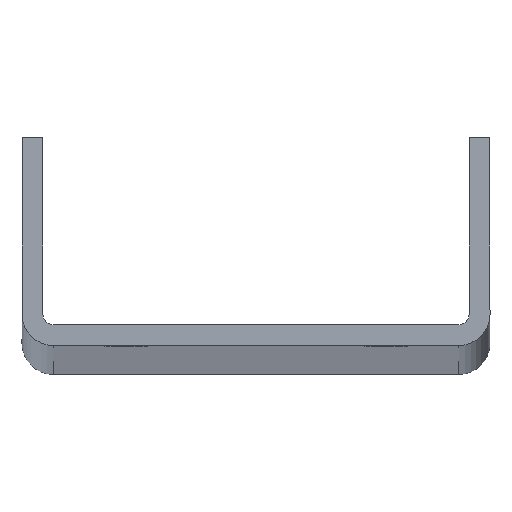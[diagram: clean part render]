
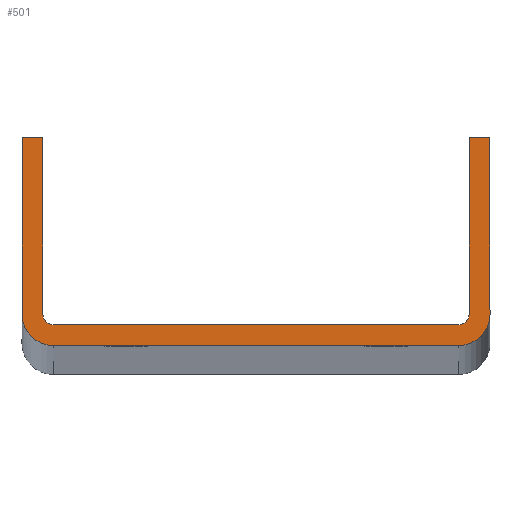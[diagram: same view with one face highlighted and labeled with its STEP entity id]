
A CAD part, top view. The second image highlights one B-rep face of the part: STEP entity #501.
In plain terms, the highlighted planar face has unit normal (0, 0, 1).
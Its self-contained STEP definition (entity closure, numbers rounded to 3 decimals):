
#104=ELLIPSE('',#532,1.,1.);
#107=ELLIPSE('',#542,1.,1.);
#109=VECTOR('',#600,1.);
#112=VECTOR('',#604,1.);
#117=VECTOR('',#610,1.);
#123=VECTOR('',#629,1.);
#126=VECTOR('',#633,1.);
#128=VECTOR('',#636,1.);
#134=VECTOR('',#656,1.);
#135=VECTOR('',#657,1.);
#137=LINE('',#704,#109);
#140=LINE('',#710,#112);
#145=LINE('',#720,#117);
#151=LINE('',#741,#123);
#154=LINE('',#747,#126);
#156=LINE('',#752,#128);
#162=LINE('',#770,#134);
#163=LINE('',#771,#135);
#171=PLANE('',#547);
#190=VERTEX_POINT('',#702);
#192=VERTEX_POINT('',#705);
#194=VERTEX_POINT('',#711);
#197=VERTEX_POINT('',#718);
#198=VERTEX_POINT('',#723);
#201=VERTEX_POINT('',#730);
#203=VERTEX_POINT('',#736);
#205=VERTEX_POINT('',#740);
#207=VERTEX_POINT('',#746);
#208=VERTEX_POINT('',#750);
#211=VERTEX_POINT('',#758);
#212=VERTEX_POINT('',#762);
#230=CIRCLE('',#535,3.);
#233=CIRCLE('',#545,3.);
#251=EDGE_CURVE('',#192,#190,#137,.T.);
#254=EDGE_CURVE('',#194,#192,#140,.T.);
#259=EDGE_CURVE('',#197,#194,#145,.T.);
#260=EDGE_CURVE('',#198,#197,#104,.T.);
#264=EDGE_CURVE('',#201,#190,#230,.T.);
#269=EDGE_CURVE('',#203,#205,#151,.T.);
#272=EDGE_CURVE('',#207,#205,#154,.T.);
#274=EDGE_CURVE('',#207,#208,#156,.T.);
#278=EDGE_CURVE('',#208,#211,#107,.T.);
#281=EDGE_CURVE('',#212,#203,#233,.T.);
#284=EDGE_CURVE('',#211,#198,#162,.T.);
#285=EDGE_CURVE('',#201,#212,#163,.T.);
#354=ORIENTED_EDGE('',*,*,#284,.T.);
#355=ORIENTED_EDGE('',*,*,#260,.T.);
#356=ORIENTED_EDGE('',*,*,#259,.T.);
#357=ORIENTED_EDGE('',*,*,#254,.T.);
#358=ORIENTED_EDGE('',*,*,#251,.T.);
#359=ORIENTED_EDGE('',*,*,#264,.F.);
#360=ORIENTED_EDGE('',*,*,#285,.T.);
#361=ORIENTED_EDGE('',*,*,#281,.T.);
#362=ORIENTED_EDGE('',*,*,#269,.T.);
#363=ORIENTED_EDGE('',*,*,#272,.F.);
#364=ORIENTED_EDGE('',*,*,#274,.T.);
#365=ORIENTED_EDGE('',*,*,#278,.T.);
#417=EDGE_LOOP('',(#354,#355,#356,#357,#358,#359,#360,#361,#362,#363,#364,
#365));
#463=FACE_BOUND('',#417,.T.);
#501=ADVANCED_FACE('',(#463),#171,.T.);
#532=AXIS2_PLACEMENT_3D('',#722,#613,#614);
#535=AXIS2_PLACEMENT_3D('',#731,#621,#622);
#542=AXIS2_PLACEMENT_3D('',#759,#643,#644);
#545=AXIS2_PLACEMENT_3D('',#765,#650,#651);
#547=AXIS2_PLACEMENT_3D('',#769,#655,$);
#600=DIRECTION('',(0.,-1.,0.));
#604=DIRECTION('',(-1.,0.,0.));
#610=DIRECTION('',(0.,1.,0.));
#613=DIRECTION('',(0.,0.,-1.));
#614=DIRECTION('',(-0.718,-0.696,0.));
#621=DIRECTION('',(0.,0.,-1.));
#622=DIRECTION('',(0.,-3.,0.));
#629=DIRECTION('',(0.,1.,0.));
#633=DIRECTION('',(1.,0.,0.));
#636=DIRECTION('',(0.,-1.,0.));
#643=DIRECTION('',(0.,0.,-1.));
#644=DIRECTION('',(-0.777,-0.629,0.));
#650=DIRECTION('',(0.,0.,1.));
#651=DIRECTION('',(0.,-3.,0.));
#655=DIRECTION('',(0.,0.,1.));
#656=DIRECTION('',(-1.,0.,0.));
#657=DIRECTION('',(1.,0.,0.));
#702=CARTESIAN_POINT('',(-22.5,3.,798.16));
#704=CARTESIAN_POINT('',(-22.5,1.696,798.16));
#705=CARTESIAN_POINT('',(-22.5,20.,798.16));
#710=CARTESIAN_POINT('',(-20.5,20.,798.16));
#711=CARTESIAN_POINT('',(-20.5,20.,798.16));
#718=CARTESIAN_POINT('',(-20.5,3.,798.16));
#720=CARTESIAN_POINT('',(-20.5,1.696,798.16));
#722=CARTESIAN_POINT('',(-19.5,3.,798.16));
#723=CARTESIAN_POINT('',(-19.5,2.,798.16));
#730=CARTESIAN_POINT('',(-19.5,0.,798.16));
#731=CARTESIAN_POINT('',(-19.5,3.,798.16));
#736=CARTESIAN_POINT('',(22.5,3.,798.16));
#740=CARTESIAN_POINT('',(22.5,20.,798.16));
#741=CARTESIAN_POINT('',(22.5,20.,798.16));
#746=CARTESIAN_POINT('',(20.5,20.,798.16));
#747=CARTESIAN_POINT('',(20.5,20.,798.16));
#750=CARTESIAN_POINT('',(20.5,3.,798.16));
#752=CARTESIAN_POINT('',(20.5,20.,798.16));
#758=CARTESIAN_POINT('',(19.5,2.,798.16));
#759=CARTESIAN_POINT('',(19.5,3.,798.16));
#762=CARTESIAN_POINT('',(19.5,0.,798.16));
#765=CARTESIAN_POINT('',(19.5,3.,798.16));
#769=CARTESIAN_POINT('',(0.,0.,798.16));
#770=CARTESIAN_POINT('',(-19.5,2.,798.16));
#771=CARTESIAN_POINT('',(-19.5,0.,798.16));
